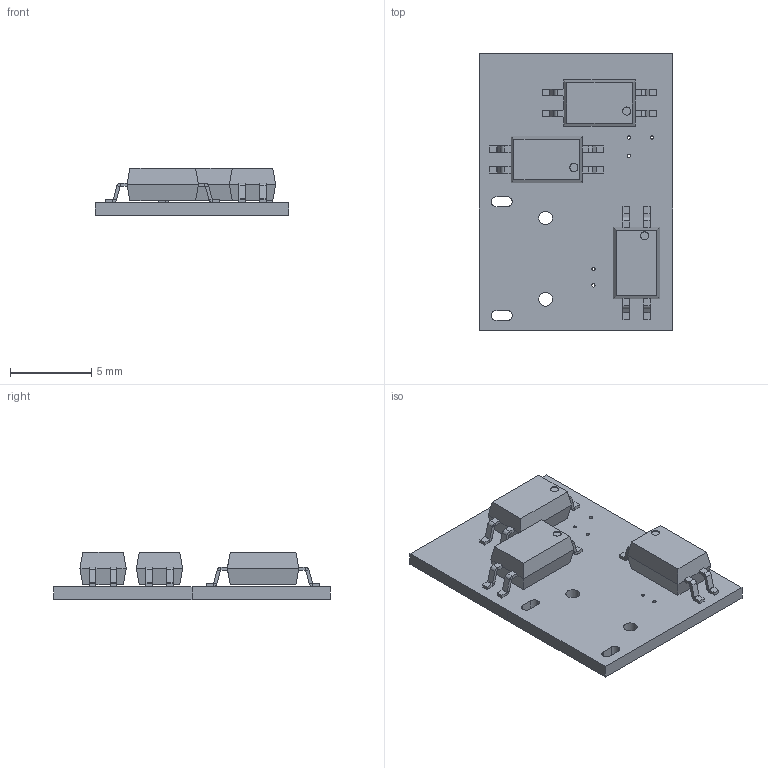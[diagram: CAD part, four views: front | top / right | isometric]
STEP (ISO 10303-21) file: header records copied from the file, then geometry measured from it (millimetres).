
FILE_DESCRIPTION(('FreeCAD Model'),'2;1');
FILE_NAME('Yi remote1.step' ,'2017-03-24T16:49:16',('kicad StepUp'),('ksu MCAD'), 'Open CASCADE STEP processor 6.8','FreeCAD','Unknown');
FILE_SCHEMA(('AUTOMOTIVE_DESIGN_CC2 { 1 2 10303 214 -1 1 5 4 }'));
Length unit declared in the file: millimetre
Products named in the file (5): ASSEMBLY; Pcb; Fusion_; Fusion_001; Fusion_002
Assembly tree (4 placements, depth 2):
  ASSEMBLY
    Pcb
    Fusion_
    Fusion_001
    Fusion_002
Bounding box: 11.9 x 17 x 2.9 mm (x, y, z)
Volume: 229.4 mm3; surface area: 631.5 mm2
Topology: 4 solids, 4 shells, 317 faces, 714 edges, 408 vertices
Faces by surface type: plane 248, cylinder 69
Full cylindrical faces by diameter (mm): 0.2 x5, 0.85 x2
Entity records: 10679 total; most frequent: DIRECTION 1496, CARTESIAN_POINT 1444, ORIENTED_EDGE 1428, EDGE_CURVE 714, LINE 576, VECTOR 576, AXIS2_PLACEMENT_3D 460, VERTEX_POINT 408
